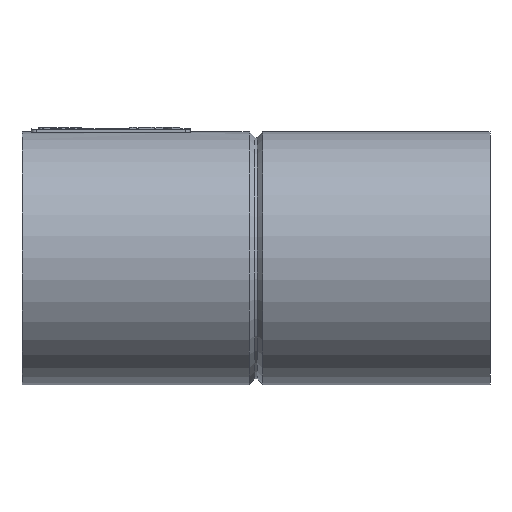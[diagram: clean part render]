
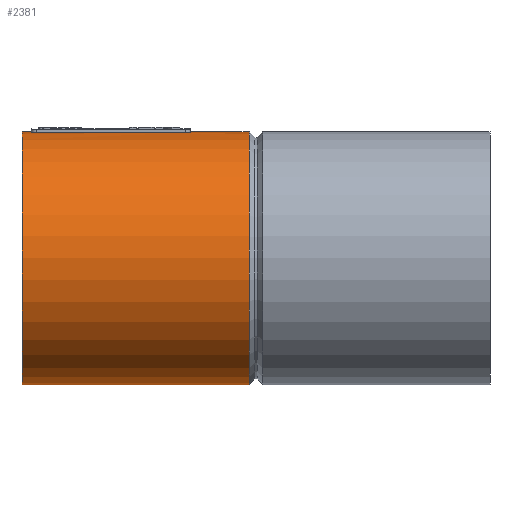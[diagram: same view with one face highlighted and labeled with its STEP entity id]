
A CAD part, front view. The second image highlights one B-rep face of the part: STEP entity #2381.
In plain terms, the highlighted cylindrical face has radius 27 mm (diameter 54 mm), a full revolution.
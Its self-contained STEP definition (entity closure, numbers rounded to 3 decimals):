
#29 = CARTESIAN_POINT ( 'NONE',  ( -144.183, -3.15, 26.816 ) ) ;
#37 = CARTESIAN_POINT ( 'NONE',  ( -15.072, 3.15, 26.816 ) ) ;
#112 = CARTESIAN_POINT ( 'NONE',  ( -48., -2.282, 26.904 ) ) ;
#152 = CARTESIAN_POINT ( 'NONE',  ( -14.809, -3.124, 26.819 ) ) ;
#185 = ORIENTED_EDGE ( 'NONE', *, *, #4284, .F. ) ;
#211 = CIRCLE ( 'NONE', #540, 27. ) ;
#249 = CARTESIAN_POINT ( 'NONE',  ( -14.072, 2.15, 26.914 ) ) ;
#341 = CARTESIAN_POINT ( 'NONE',  ( -47.505, 3.023, 26.83 ) ) ;
#404 = VERTEX_POINT ( 'NONE', #1907 ) ;
#412 = CARTESIAN_POINT ( 'NONE',  ( -144.183, 0., 0. ) ) ;
#494 = FACE_BOUND ( 'NONE', #4806, .T. ) ;
#500 = CARTESIAN_POINT ( 'NONE',  ( -47.974, -2.411, 26.892 ) ) ;
#520 = CARTESIAN_POINT ( 'NONE',  ( -14.456, -2.949, 26.839 ) ) ;
#525 = VERTEX_POINT ( 'NONE', #249 ) ;
#540 = AXIS2_PLACEMENT_3D ( 'NONE', #4270, #2037, #4671 ) ;
#555 = ORIENTED_EDGE ( 'NONE', *, *, #3802, .F. ) ;
#603 = ORIENTED_EDGE ( 'NONE', *, *, #2656, .F. ) ;
#672 = VERTEX_POINT ( 'NONE', #2962 ) ;
#687 = CARTESIAN_POINT ( 'NONE',  ( -47., 3.15, 26.816 ) ) ;
#709 = B_SPLINE_CURVE_WITH_KNOTS ( 'NONE', 3,
 ( #1152, #2615, #1528, #4118, #1897, #4517, #2276, #37 ),
 .UNSPECIFIED., .F., .F.,
 ( 4, 2, 2, 4 ),
 ( 0., 0., 0.001, 0.002 ),
 .UNSPECIFIED. ) ;
#714 = CARTESIAN_POINT ( 'NONE',  ( -47.892, 2.672, 26.868 ) ) ;
#758 = ORIENTED_EDGE ( 'NONE', *, *, #3117, .F. ) ;
#793 = DIRECTION ( 'NONE',  ( 0., 0., 1. ) ) ;
#872 = CARTESIAN_POINT ( 'NONE',  ( -47.8, -2.764, 26.858 ) ) ;
#881 = DIRECTION ( 'NONE',  ( -1., 0., 0. ) ) ;
#900 = CARTESIAN_POINT ( 'NONE',  ( -14.072, -2.414, 26.893 ) ) ;
#903 = CIRCLE ( 'NONE', #3188, 27. ) ;
#1100 = CARTESIAN_POINT ( 'NONE',  ( -48., 2.15, 26.914 ) ) ;
#1152 = CARTESIAN_POINT ( 'NONE',  ( -14.072, 2.15, 26.914 ) ) ;
#1207 = CIRCLE ( 'NONE', #1807, 27. ) ;
#1228 = ORIENTED_EDGE ( 'NONE', *, *, #4440, .F. ) ;
#1253 = EDGE_CURVE ( 'NONE', #3713, #4025, #4732, .T. ) ;
#1256 = CARTESIAN_POINT ( 'NONE',  ( -47.265, -3.15, 26.816 ) ) ;
#1434 = CARTESIAN_POINT ( 'NONE',  ( -47., -3.15, 26.816 ) ) ;
#1446 = B_SPLINE_CURVE_WITH_KNOTS ( 'NONE', 3,
 ( #2203, #1830, #2579, #341, #2938, #714, #3304, #1100 ),
 .UNSPECIFIED., .F., .F.,
 ( 4, 2, 2, 4 ),
 ( 0., 0., 0.001, 0.002 ),
 .UNSPECIFIED. ) ;
#1478 = EDGE_LOOP ( 'NONE', ( #1535 ) ) ;
#1528 = CARTESIAN_POINT ( 'NONE',  ( -14.097, 2.411, 26.892 ) ) ;
#1535 = ORIENTED_EDGE ( 'NONE', *, *, #2027, .F. ) ;
#1648 = VERTEX_POINT ( 'NONE', #2845 ) ;
#1700 = AXIS2_PLACEMENT_3D ( 'NONE', #412, #2664, #793 ) ;
#1704 = DIRECTION ( 'NONE',  ( -1., 0., 0. ) ) ;
#1722 = VECTOR ( 'NONE', #4039, 1000. ) ;
#1807 = AXIS2_PLACEMENT_3D ( 'NONE', #3921, #1704, #4312 ) ;
#1830 = CARTESIAN_POINT ( 'NONE',  ( -47.132, 3.15, 26.816 ) ) ;
#1897 = CARTESIAN_POINT ( 'NONE',  ( -14.271, 2.764, 26.858 ) ) ;
#1907 = CARTESIAN_POINT ( 'NONE',  ( -48., 2.15, 26.914 ) ) ;
#1941 = CARTESIAN_POINT ( 'NONE',  ( -14.939, -3.15, 26.816 ) ) ;
#2027 = EDGE_CURVE ( 'NONE', #2112, #2112, #211, .T. ) ;
#2028 = CARTESIAN_POINT ( 'NONE',  ( -15.072, -3.15, 26.816 ) ) ;
#2037 = DIRECTION ( 'NONE',  ( -1., 0., 0. ) ) ;
#2053 = EDGE_LOOP ( 'NONE', ( #4259 ) ) ;
#2058 = CARTESIAN_POINT ( 'NONE',  ( -48., 0., 0. ) ) ;
#2112 = VERTEX_POINT ( 'NONE', #2682 ) ;
#2197 = EDGE_CURVE ( 'NONE', #1648, #525, #1207, .T. ) ;
#2203 = CARTESIAN_POINT ( 'NONE',  ( -47., 3.15, 26.816 ) ) ;
#2272 = AXIS2_PLACEMENT_3D ( 'NONE', #3104, #881, #3475 ) ;
#2276 = CARTESIAN_POINT ( 'NONE',  ( -14.807, 3.15, 26.816 ) ) ;
#2362 = CARTESIAN_POINT ( 'NONE',  ( -48., -2.15, 26.914 ) ) ;
#2381 = ADVANCED_FACE ( 'NONE', ( #494, #3336, #2496 ), #4225, .T. ) ;
#2438 = DIRECTION ( 'NONE',  ( 0., 0., 1. ) ) ;
#2496 = FACE_OUTER_BOUND ( 'NONE', #2053, .T. ) ;
#2579 = CARTESIAN_POINT ( 'NONE',  ( -47.262, 3.124, 26.819 ) ) ;
#2615 = CARTESIAN_POINT ( 'NONE',  ( -14.072, 2.282, 26.904 ) ) ;
#2656 = EDGE_CURVE ( 'NONE', #404, #672, #903, .T. ) ;
#2664 = DIRECTION ( 'NONE',  ( -1., 0., 0. ) ) ;
#2682 = CARTESIAN_POINT ( 'NONE',  ( -50., 0., 27. ) ) ;
#2756 = CARTESIAN_POINT ( 'NONE',  ( -14.567, -3.023, 26.83 ) ) ;
#2845 = CARTESIAN_POINT ( 'NONE',  ( -14.072, -2.15, 26.914 ) ) ;
#2913 = ORIENTED_EDGE ( 'NONE', *, *, #2197, .F. ) ;
#2938 = CARTESIAN_POINT ( 'NONE',  ( -47.615, 2.949, 26.839 ) ) ;
#2962 = CARTESIAN_POINT ( 'NONE',  ( -48., -2.15, 26.914 ) ) ;
#2968 = VERTEX_POINT ( 'NONE', #3420 ) ;
#3095 = CARTESIAN_POINT ( 'NONE',  ( -47.874, -2.653, 26.87 ) ) ;
#3104 = CARTESIAN_POINT ( 'NONE',  ( -1.472, 0., 0. ) ) ;
#3117 = EDGE_CURVE ( 'NONE', #3837, #4819, #3584, .T. ) ;
#3124 = CARTESIAN_POINT ( 'NONE',  ( -14.18, -2.672, 26.868 ) ) ;
#3188 = AXIS2_PLACEMENT_3D ( 'NONE', #2058, #4692, #2438 ) ;
#3304 = CARTESIAN_POINT ( 'NONE',  ( -48., 2.414, 26.893 ) ) ;
#3336 = FACE_OUTER_BOUND ( 'NONE', #1478, .T. ) ;
#3354 = EDGE_CURVE ( 'NONE', #2968, #2968, #3980, .T. ) ;
#3387 = CARTESIAN_POINT ( 'NONE',  ( -15.072, 3.15, 26.816 ) ) ;
#3420 = CARTESIAN_POINT ( 'NONE',  ( -1.472, 0., 27. ) ) ;
#3468 = CARTESIAN_POINT ( 'NONE',  ( -47.524, -3.041, 26.829 ) ) ;
#3475 = DIRECTION ( 'NONE',  ( 0., 0., 1. ) ) ;
#3496 = CARTESIAN_POINT ( 'NONE',  ( -14.072, -2.15, 26.914 ) ) ;
#3584 = LINE ( 'NONE', #3675, #1722 ) ;
#3675 = CARTESIAN_POINT ( 'NONE',  ( -144.183, 3.15, 26.816 ) ) ;
#3704 = VECTOR ( 'NONE', #4525, 1000. ) ;
#3713 = VERTEX_POINT ( 'NONE', #1434 ) ;
#3802 = EDGE_CURVE ( 'NONE', #4819, #404, #1446, .T. ) ;
#3810 = B_SPLINE_CURVE_WITH_KNOTS ( 'NONE', 3,
 ( #4567, #1941, #152, #2756, #520, #3124, #900, #3496 ),
 .UNSPECIFIED., .F., .F.,
 ( 4, 2, 2, 4 ),
 ( 0., 0., 0.001, 0.002 ),
 .UNSPECIFIED. ) ;
#3837 = VERTEX_POINT ( 'NONE', #3387 ) ;
#3842 = CARTESIAN_POINT ( 'NONE',  ( -47., -3.15, 26.816 ) ) ;
#3886 = EDGE_CURVE ( 'NONE', #672, #3713, #4556, .T. ) ;
#3921 = CARTESIAN_POINT ( 'NONE',  ( -14.072, 0., 0. ) ) ;
#3980 = CIRCLE ( 'NONE', #2272, 27. ) ;
#4025 = VERTEX_POINT ( 'NONE', #2028 ) ;
#4039 = DIRECTION ( 'NONE',  ( -1., 0., 0. ) ) ;
#4118 = CARTESIAN_POINT ( 'NONE',  ( -14.198, 2.653, 26.87 ) ) ;
#4184 = ORIENTED_EDGE ( 'NONE', *, *, #3886, .F. ) ;
#4225 = CYLINDRICAL_SURFACE ( 'NONE', #1700, 27. ) ;
#4259 = ORIENTED_EDGE ( 'NONE', *, *, #3354, .T. ) ;
#4270 = CARTESIAN_POINT ( 'NONE',  ( -50., 0., 0. ) ) ;
#4284 = EDGE_CURVE ( 'NONE', #525, #3837, #709, .T. ) ;
#4312 = DIRECTION ( 'NONE',  ( 0., 0., -1. ) ) ;
#4399 = ORIENTED_EDGE ( 'NONE', *, *, #1253, .F. ) ;
#4440 = EDGE_CURVE ( 'NONE', #4025, #1648, #3810, .T. ) ;
#4517 = CARTESIAN_POINT ( 'NONE',  ( -14.548, 3.041, 26.829 ) ) ;
#4525 = DIRECTION ( 'NONE',  ( 1., 0., 0. ) ) ;
#4556 = B_SPLINE_CURVE_WITH_KNOTS ( 'NONE', 3,
 ( #2362, #112, #500, #3095, #872, #3468, #1256, #3842 ),
 .UNSPECIFIED., .F., .F.,
 ( 4, 2, 2, 4 ),
 ( 0., 0., 0.001, 0.002 ),
 .UNSPECIFIED. ) ;
#4567 = CARTESIAN_POINT ( 'NONE',  ( -15.072, -3.15, 26.816 ) ) ;
#4671 = DIRECTION ( 'NONE',  ( 0., 0., 1. ) ) ;
#4692 = DIRECTION ( 'NONE',  ( 1., 0., 0. ) ) ;
#4732 = LINE ( 'NONE', #29, #3704 ) ;
#4806 = EDGE_LOOP ( 'NONE', ( #2913, #1228, #4399, #4184, #603, #555, #758, #185 ) ) ;
#4819 = VERTEX_POINT ( 'NONE', #687 ) ;
